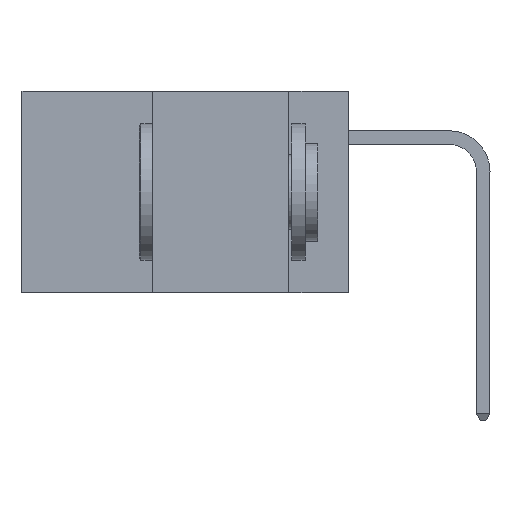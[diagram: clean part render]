
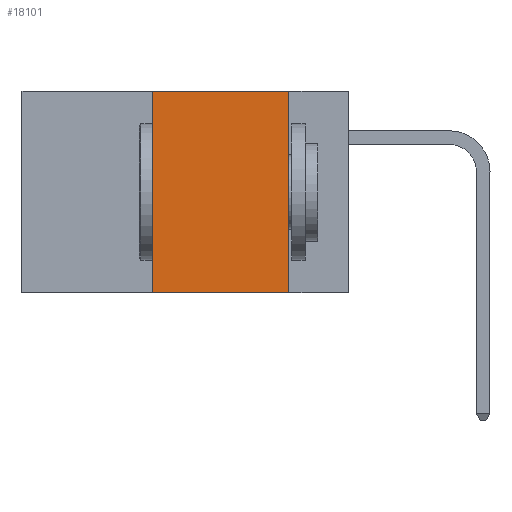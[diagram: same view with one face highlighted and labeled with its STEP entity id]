
A CAD part, left-side view. The second image highlights one B-rep face of the part: STEP entity #18101.
In plain terms, the highlighted planar face has unit normal (-1, 0, 0).
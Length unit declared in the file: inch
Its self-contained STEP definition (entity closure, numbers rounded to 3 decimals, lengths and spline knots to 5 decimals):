
#27 = ORIENTED_EDGE ( 'NONE', *, *, #25059, .F. ) ;
#95 = ORIENTED_EDGE ( 'NONE', *, *, #5269, .F. ) ;
#180 = ORIENTED_EDGE ( 'NONE', *, *, #724, .T. ) ;
#724 = EDGE_CURVE ( 'NONE', #13430, #24703, #11257, .T. ) ;
#2009 = DIRECTION ( 'NONE',  ( 0., 0., -1. ) ) ;
#2057 = DIRECTION ( 'NONE',  ( 0., -1., 0. ) ) ;
#2171 = CARTESIAN_POINT ( 'NONE',  ( 0., 0.36, 0. ) ) ;
#2312 = LINE ( 'NONE', #4443, #8968 ) ;
#3185 = CARTESIAN_POINT ( 'NONE',  ( 0., 0.11, -0.37 ) ) ;
#3254 = AXIS2_PLACEMENT_3D ( 'NONE', #4313, #8787, #23807 ) ;
#3522 = FACE_OUTER_BOUND ( 'NONE', #6183, .T. ) ;
#4313 = CARTESIAN_POINT ( 'NONE',  ( 0., 0.6, 0. ) ) ;
#4443 = CARTESIAN_POINT ( 'NONE',  ( 0., 0.6, 0. ) ) ;
#5200 = DIRECTION ( 'NONE',  ( 0., 0., 1. ) ) ;
#5269 = EDGE_CURVE ( 'NONE', #13430, #25846, #11094, .T. ) ;
#6183 = EDGE_LOOP ( 'NONE', ( #24018, #27, #95, #180 ) ) ;
#6418 = VECTOR ( 'NONE', #2009, 39.37008 ) ;
#6489 = DIRECTION ( 'NONE',  ( 0., -1., 0. ) ) ;
#6554 = PLANE ( 'NONE',  #3254 ) ;
#8669 = CARTESIAN_POINT ( 'NONE',  ( 0., 0.11, 0. ) ) ;
#8787 = DIRECTION ( 'NONE',  ( 1., 0., 0. ) ) ;
#8913 = CARTESIAN_POINT ( 'NONE',  ( 0., 0.11, 0. ) ) ;
#8968 = VECTOR ( 'NONE', #2057, 39.37008 ) ;
#11094 = LINE ( 'NONE', #20286, #27554 ) ;
#11257 = LINE ( 'NONE', #14154, #27725 ) ;
#13430 = VERTEX_POINT ( 'NONE', #24656 ) ;
#14154 = CARTESIAN_POINT ( 'NONE',  ( 0., 0.6, -0.37 ) ) ;
#16793 = EDGE_CURVE ( 'NONE', #17479, #24703, #22952, .T. ) ;
#17479 = VERTEX_POINT ( 'NONE', #8913 ) ;
#18101 = ADVANCED_FACE ( 'NONE', ( #3522 ), #6554, .F. ) ;
#20286 = CARTESIAN_POINT ( 'NONE',  ( 0., 0.36, 0. ) ) ;
#22952 = LINE ( 'NONE', #8669, #6418 ) ;
#23807 = DIRECTION ( 'NONE',  ( 0., 0., -1. ) ) ;
#24018 = ORIENTED_EDGE ( 'NONE', *, *, #16793, .F. ) ;
#24656 = CARTESIAN_POINT ( 'NONE',  ( 0., 0.36, -0.37 ) ) ;
#24703 = VERTEX_POINT ( 'NONE', #3185 ) ;
#25059 = EDGE_CURVE ( 'NONE', #25846, #17479, #2312, .T. ) ;
#25846 = VERTEX_POINT ( 'NONE', #2171 ) ;
#27554 = VECTOR ( 'NONE', #5200, 39.37008 ) ;
#27725 = VECTOR ( 'NONE', #6489, 39.37008 ) ;
